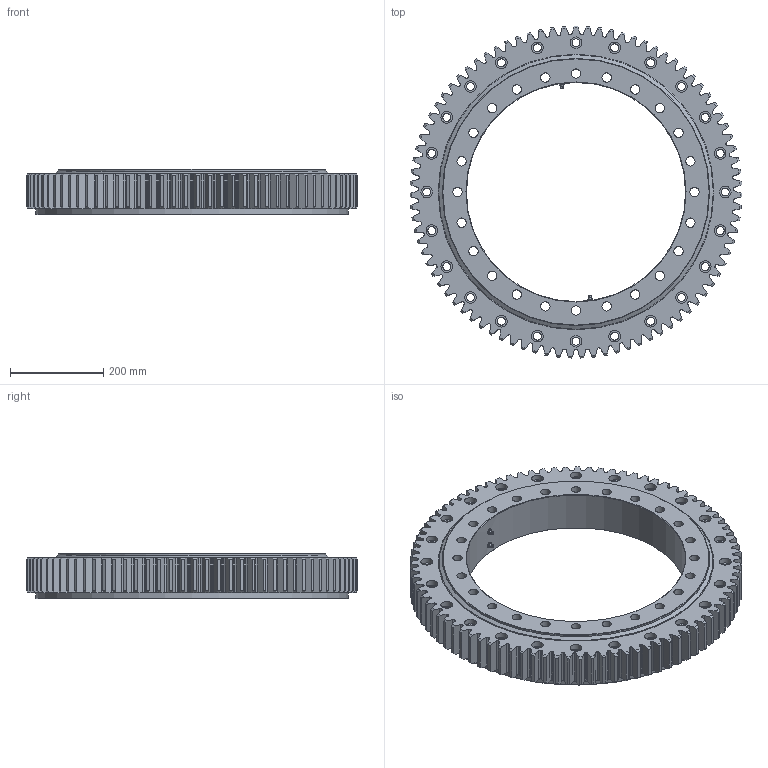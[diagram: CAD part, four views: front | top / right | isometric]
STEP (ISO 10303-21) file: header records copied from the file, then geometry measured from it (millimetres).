
FILE_DESCRIPTION (( 'STEP AP214' ), '1' );
FILE_NAME ('E.712.2.25.12.D.6.STEP', '2020-05-12T07:40:47', ( '' ), ( '' ), 'SwSTEP 2.0', 'SolidWorks 2016', '' );
FILE_SCHEMA (( 'AUTOMOTIVE_DESIGN' ));
Length unit declared in the file: millimetre
Products named in the file (7): Grease nipple M10x1mm; E.712.2.25.12.D.6 - OR Seal; E.712.2.25.12.D.6 - OR; E.712.2.25.12.D.6; E.712.2.25.12.D.6 - IR; Ball D25; E.712.2.25.12.D.6 - IR Seal
Assembly tree (112 placements, depth 2):
  E.712.2.25.12.D.6
    E.712.2.25.12.D.6 - IR
    E.712.2.25.12.D.6 - OR
    Ball D25  x104
    E.712.2.25.12.D.6 - IR Seal
    E.712.2.25.12.D.6 - OR Seal
    Grease nipple M10x1mm  x4
Bounding box: 711.97 x 711.86 x 98 mm (x, y, z)
Volume: 15314142.8 mm3; surface area: 1907468.4 mm2
Topology: 112 solids, 112 shells, 1286 faces, 3564 edges, 2353 vertices
Faces by surface type: bspline 435, plane 277, cone 237, cylinder 209, sphere 104, torus 24
Full cylindrical faces by diameter (mm): 3 x4, 9 x4, 10 x4, 17 x24, 20 x24, 25 x48, 470 x1, 559 x2, 573 x4, 577 x4, 591 x2, 670 x1
Entity records: 39528 total; most frequent: CARTESIAN_POINT 13712, ORIENTED_EDGE 5858, DIRECTION 3848, EDGE_CURVE 2929, VERTEX_POINT 2033, EDGE_LOOP 1410, AXIS2_PLACEMENT_3D 1399, B_SPLINE_CURVE_WITH_KNOTS 1262
